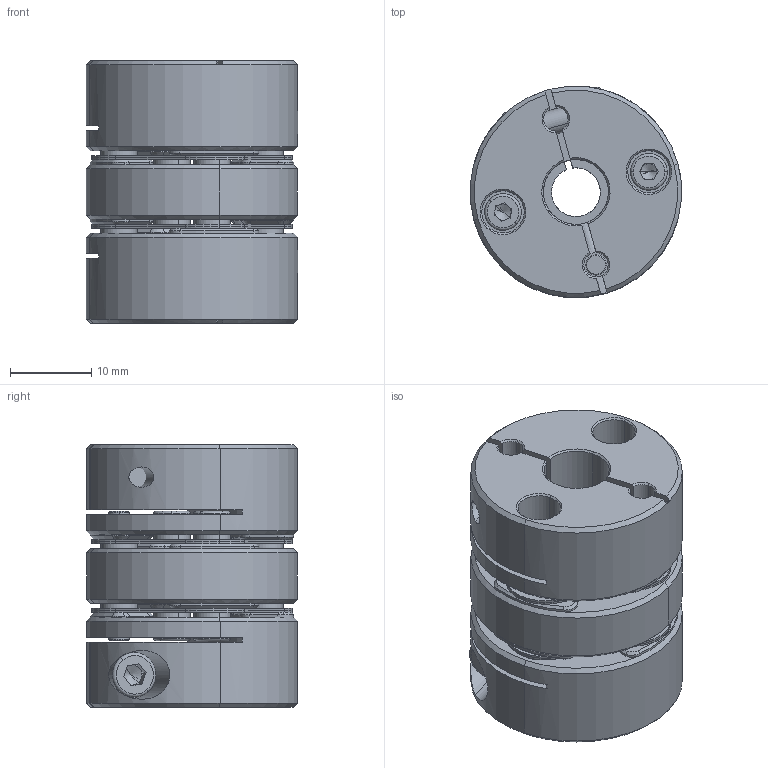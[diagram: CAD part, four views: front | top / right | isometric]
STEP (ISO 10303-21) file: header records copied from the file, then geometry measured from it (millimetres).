
FILE_DESCRIPTION (( 'STEP AP203' ), '1' );
FILE_NAME ('Uz26-32.3-8-10-2.5.STEP', '2020-11-11T10:19:18', ( 'User' ), ( 'China' ), 'SwSTEP 2.0', 'SolidWorks 2016', '' );
FILE_SCHEMA (( 'CONFIG_CONTROL_DESIGN' ));
Length unit declared in the file: millimetre
Products named in the file (9): U26-笢窒7.9; hexagon socket head cap screws gb_GB_FASTENER_SCREWS_HSHCS M3X10-C; U26-菜え-1-3-5; u26ĤƬ; hexagon socket head cap screws gb_GB_FASTENER_SCREWS_HSHCS M2.5X5-C; U26臚え蚾饜极; U26-A傷11.7-8; Uz26-32.3-8-10-2.5; U26-B傷11.7-10
Assembly tree (17 placements, depth 3):
  Uz26-32.3-8-10-2.5
    U26臚え蚾饜极  x2
      U26-菜え-1-3-5
      u26ĤƬ
      hexagon socket head cap screws gb_GB_FASTENER_SCREWS_HSHCS M2.5X5-C
    U26-A傷11.7-8
    U26-B傷11.7-10
    U26-笢窒7.9
    hexagon socket head cap screws gb_GB_FASTENER_SCREWS_HSHCS M3X10-C  x2
Bounding box: 25.95 x 25.93 x 32.3 mm (x, y, z)
Volume: 12850.4 mm3; surface area: 12651.8 mm2
Topology: 25 solids, 25 shells, 716 faces, 1754 edges, 1086 vertices
Faces by surface type: cylinder 296, plane 250, cone 150, torus 20
Entity records: 14220 total; most frequent: CARTESIAN_POINT 2649, DIRECTION 2355, ORIENTED_EDGE 2094, EDGE_CURVE 1047, AXIS2_PLACEMENT_3D 942, VERTEX_POINT 652, CIRCLE 510, LINE 471
